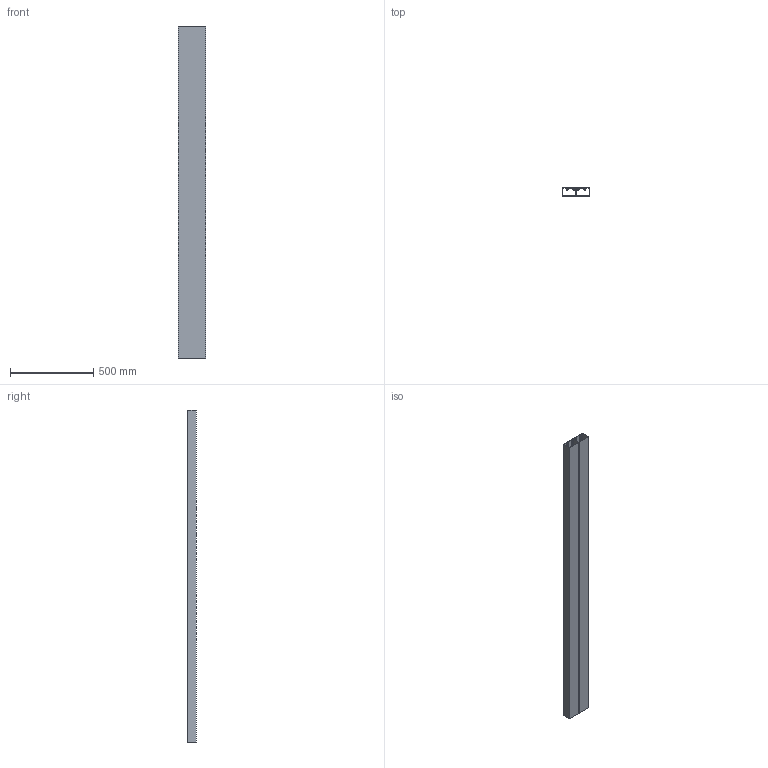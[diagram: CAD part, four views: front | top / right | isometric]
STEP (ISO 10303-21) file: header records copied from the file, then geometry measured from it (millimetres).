
FILE_DESCRIPTION (( 'STEP AP214' ), '1' );
FILE_NAME ('6112603.stp', '2016-04-29T06:06:58', ( '' ), ( '' ), 'SwSTEP 2.0', 'SolidWorks 2014', '' );
FILE_SCHEMA (( 'AUTOMOTIVE_DESIGN' ));
Length unit declared in the file: millimetre
Products named in the file (5): 070048_L=2000; 063500_L=2000; 070047_L=2000; 074580_L=2000; 6112603
Assembly tree (5 placements, depth 3):
  6112603
    074580_L=2000
    070048_L=2000  x2
      070047_L=2000
      063500_L=2000
Bounding box: 165 x 53 x 2000 mm (x, y, z)
Volume: 2679567.5 mm3; surface area: 2838092.4 mm2
Topology: 5 solids, 5 shells, 202 faces, 576 edges, 384 vertices
Faces by surface type: plane 166, cylinder 36
Entity records: 4664 total; most frequent: CARTESIAN_POINT 807, ORIENTED_EDGE 792, DIRECTION 746, EDGE_CURVE 396, VECTOR 340, LINE 340, VERTEX_POINT 264, AXIS2_PLACEMENT_3D 203
